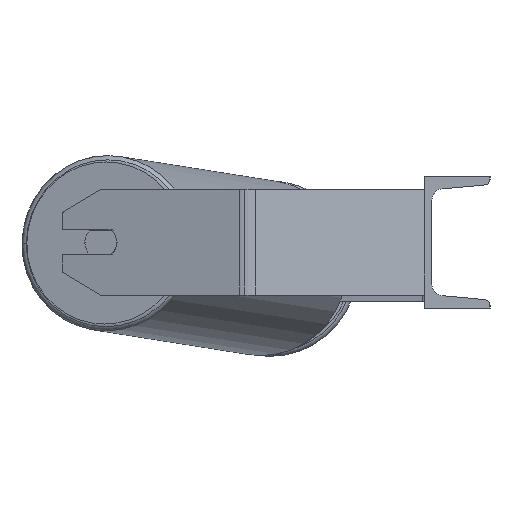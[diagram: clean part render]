
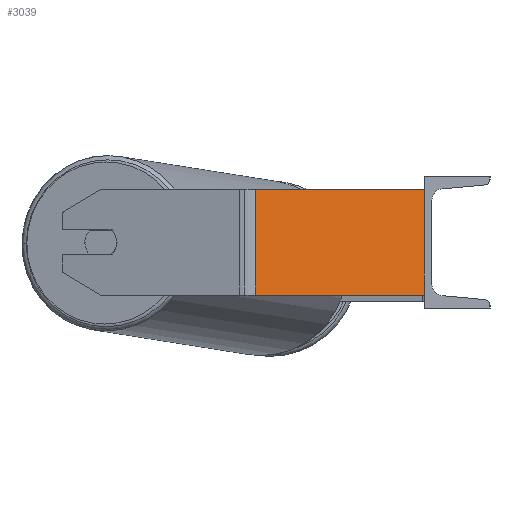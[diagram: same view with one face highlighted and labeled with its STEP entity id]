
A CAD part, left-side view. The second image highlights one B-rep face of the part: STEP entity #3039.
In plain terms, the highlighted planar face has unit normal (-0.866, -0.5, 0).
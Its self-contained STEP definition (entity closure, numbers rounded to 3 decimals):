
#33 = CARTESIAN_POINT ( 'NONE',  ( -685., 0., 40. ) ) ;
#638 = VERTEX_POINT ( 'NONE', #6217 ) ;
#997 = DIRECTION ( 'NONE',  ( 0.5, -0.866, 0. ) ) ;
#1247 = CARTESIAN_POINT ( 'NONE',  ( -685., 0., 40. ) ) ;
#1255 = DIRECTION ( 'NONE',  ( -0.5, 0.866, 0. ) ) ;
#1437 = VERTEX_POINT ( 'NONE', #5840 ) ;
#1947 = EDGE_CURVE ( 'NONE', #4517, #638, #6362, .T. ) ;
#1969 = ORIENTED_EDGE ( 'NONE', *, *, #1947, .F. ) ;
#2207 = DIRECTION ( 'NONE',  ( 0., 0., -1. ) ) ;
#2271 = CARTESIAN_POINT ( 'NONE',  ( -758.959, 128.1, -40. ) ) ;
#2389 = LINE ( 'NONE', #3849, #6753 ) ;
#2439 = VECTOR ( 'NONE', #3066, 1000. ) ;
#2723 = DIRECTION ( 'NONE',  ( 0.5, -0.866, 0. ) ) ;
#2737 = AXIS2_PLACEMENT_3D ( 'NONE', #7650, #6955, #1255 ) ;
#3039 = ADVANCED_FACE ( 'NONE', ( #4794 ), #6858, .F. ) ;
#3066 = DIRECTION ( 'NONE',  ( 0., 0., -1. ) ) ;
#3562 = CARTESIAN_POINT ( 'NONE',  ( -762.273, 133.84, 40. ) ) ;
#3587 = LINE ( 'NONE', #7184, #2439 ) ;
#3849 = CARTESIAN_POINT ( 'NONE',  ( -762.273, 133.84, -40. ) ) ;
#4151 = ORIENTED_EDGE ( 'NONE', *, *, #7070, .F. ) ;
#4517 = VERTEX_POINT ( 'NONE', #1247 ) ;
#4534 = ORIENTED_EDGE ( 'NONE', *, *, #8893, .T. ) ;
#4794 = FACE_OUTER_BOUND ( 'NONE', #5637, .T. ) ;
#5637 = EDGE_LOOP ( 'NONE', ( #7459, #1969, #4151, #4534 ) ) ;
#5840 = CARTESIAN_POINT ( 'NONE',  ( -758.959, 128.1, 40. ) ) ;
#6217 = CARTESIAN_POINT ( 'NONE',  ( -685., 0., -40. ) ) ;
#6362 = LINE ( 'NONE', #33, #8118 ) ;
#6753 = VECTOR ( 'NONE', #997, 1000. ) ;
#6809 = EDGE_CURVE ( 'NONE', #8835, #638, #2389, .T. ) ;
#6858 = PLANE ( 'NONE',  #2737 ) ;
#6955 = DIRECTION ( 'NONE',  ( 0.866, 0.5, 0. ) ) ;
#7066 = LINE ( 'NONE', #3562, #8248 ) ;
#7070 = EDGE_CURVE ( 'NONE', #1437, #4517, #7066, .T. ) ;
#7184 = CARTESIAN_POINT ( 'NONE',  ( -758.959, 128.1, 40. ) ) ;
#7459 = ORIENTED_EDGE ( 'NONE', *, *, #6809, .T. ) ;
#7650 = CARTESIAN_POINT ( 'NONE',  ( -762.273, 133.84, 40. ) ) ;
#8118 = VECTOR ( 'NONE', #2207, 1000. ) ;
#8248 = VECTOR ( 'NONE', #2723, 1000. ) ;
#8835 = VERTEX_POINT ( 'NONE', #2271 ) ;
#8893 = EDGE_CURVE ( 'NONE', #1437, #8835, #3587, .T. ) ;
